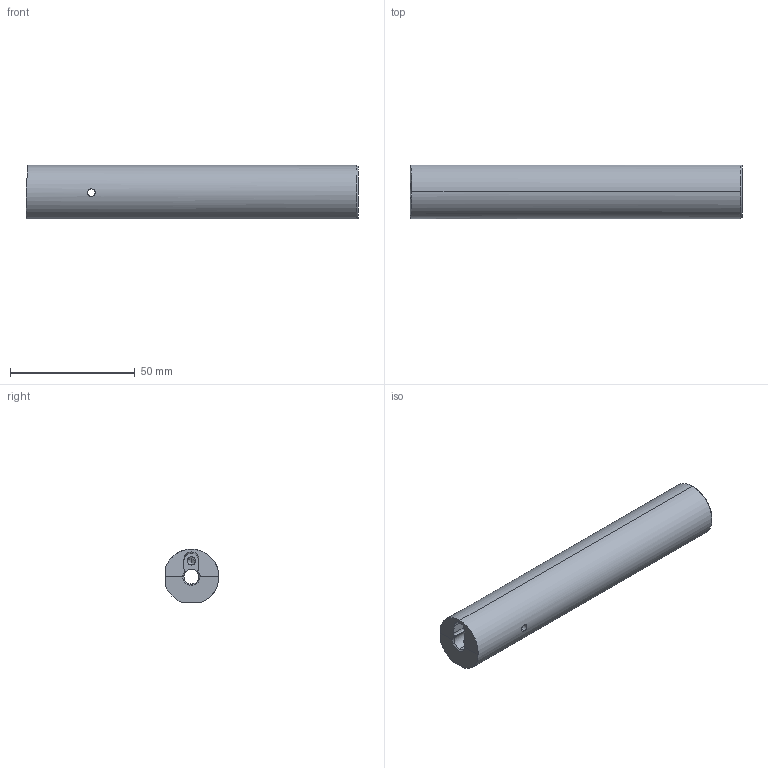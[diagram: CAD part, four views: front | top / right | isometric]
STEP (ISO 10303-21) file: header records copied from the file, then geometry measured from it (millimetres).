
FILE_DESCRIPTION (( 'STEP AP203' ), '1' );
FILE_NAME ('MBM-59-04-01.step', '2019-01-16T08:37:53', ( '' ), ( '' ), 'SwSTEP 2.0', 'SolidWorks 2018', '' );
FILE_SCHEMA (( 'CONFIG_CONTROL_DESIGN' ));
Length unit declared in the file: millimetre
Products named in the file (1): MBM-59-04-01
Bounding box: 133 x 21.5 x 21.5 mm (x, y, z)
Volume: 44191.2 mm3; surface area: 13055.4 mm2
Topology: 1 solids, 1 shells, 41 faces, 105 edges, 64 vertices
Faces by surface type: cylinder 17, cone 12, plane 8, bspline 4
Entity records: 1497 total; most frequent: CARTESIAN_POINT 465, ORIENTED_EDGE 206, DIRECTION 190, EDGE_CURVE 103, AXIS2_PLACEMENT_3D 73, VERTEX_POINT 64, EDGE_LOOP 47, LINE 44
